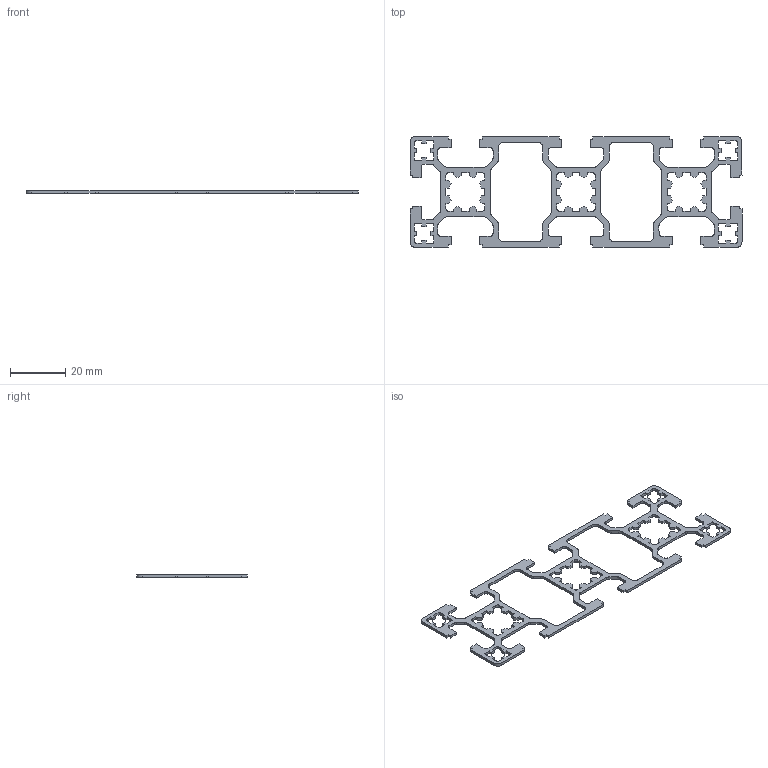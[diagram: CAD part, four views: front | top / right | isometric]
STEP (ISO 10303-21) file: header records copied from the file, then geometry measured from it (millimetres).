
FILE_DESCRIPTION(/* description */ ('Profilo 40x120 base'),/* implementation_level */ '2;1');
FILE_NAME(/* name */ 'PG40120.stp',/* time_stamp */ '2021-02-19T16:20:25+01:00',/* author */ ('omnitec'),/* organization */ (''),/* preprocessor_version */ 'ST-DEVELOPER v18.1',/* originating_system */ 'Autodesk Inventor 2021',/* authorisation */ '');
FILE_SCHEMA (('AUTOMOTIVE_DESIGN { 1 0 10303 214 3 1 1 }'));
Length unit declared in the file: millimetre
Products named in the file (1): PG40120---1,0
Bounding box: 120 x 40 x 1 mm (x, y, z)
Volume: 1368.8 mm3; surface area: 3929.4 mm2
Topology: 1 solids, 1 shells, 446 faces, 1332 edges, 888 vertices
Faces by surface type: plane 330, cylinder 116
Entity records: 14985 total; most frequent: CARTESIAN_POINT 2667, ORIENTED_EDGE 2664, DIRECTION 2458, EDGE_CURVE 1332, LINE 1100, VECTOR 1100, VERTEX_POINT 888, AXIS2_PLACEMENT_3D 679
